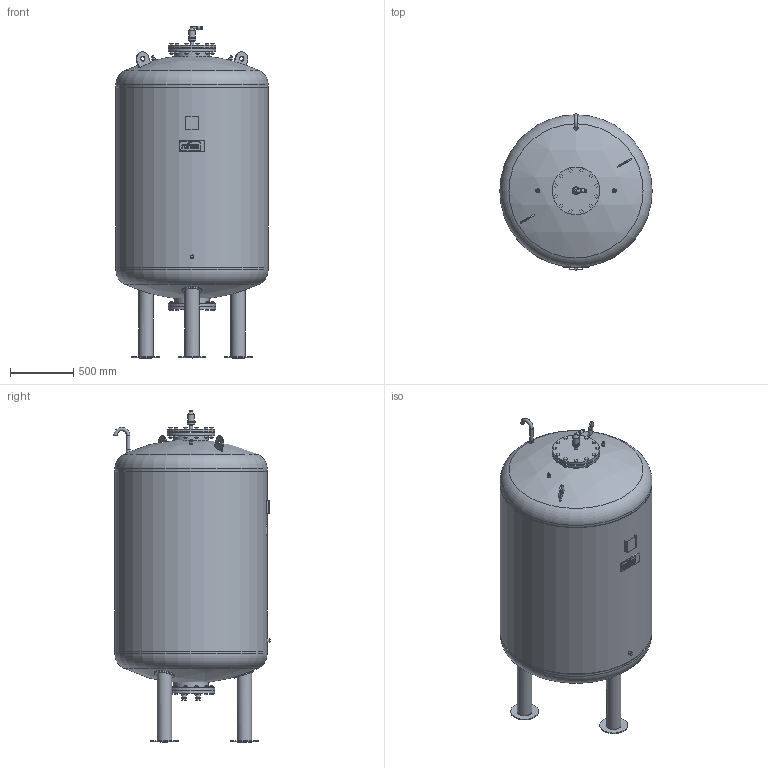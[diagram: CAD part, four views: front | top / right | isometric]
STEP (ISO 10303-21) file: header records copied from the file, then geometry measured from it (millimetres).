
FILE_DESCRIPTION(/* description */ (''),/* implementation_level */ '2;1');
FILE_NAME(/* name */ '3d_VariomatVF2000-8611005.stp',/* time_stamp */ '2024-09-24T14:53:31+02:00',/* author */ ('Andrzej'),/* organization */ (''),/* preprocessor_version */ 'ST-DEVELOPER v16.13',/* originating_system */ 'AutoCAD Mechanical',/* authorisation */ '');
FILE_SCHEMA (('AUTOMOTIVE_DESIGN { 1 0 10303 214 3 1 1 }'));
Length unit declared in the file: millimetre
Products named in the file (1): Product
Bounding box: 1200 x 1232.45 x 2616.39 mm (x, y, z)
Volume: 2015903386 mm3; surface area: 15565597.9 mm2
Topology: 38 solids, 43 shells, 851 faces, 1959 edges, 1300 vertices
Faces by surface type: plane 619, cylinder 176, cone 34, sphere 14, torus 8
Full cylindrical faces by diameter (mm): 15.6 x2, 16 x48, 16.662 x1, 20.7 x1, 20.955 x1, 23 x1, 24.5 x1, 26.9 x5, 27 x1, 30 x3, 33.7 x3, 38 x2, 50 x1, 57 x1, 63 x2, 107 x3, 114.3 x3, 160 x3, 220 x3, 260.4 x1, 273 x2, 318 x1, 375 x4, 1200 x3
Entity records: 23175 total; most frequent: CARTESIAN_POINT 4085, DIRECTION 3896, ORIENTED_EDGE 3572, EDGE_CURVE 1786, LINE 1376, VECTOR 1376, VERTEX_POINT 1265, AXIS2_PLACEMENT_3D 1260
